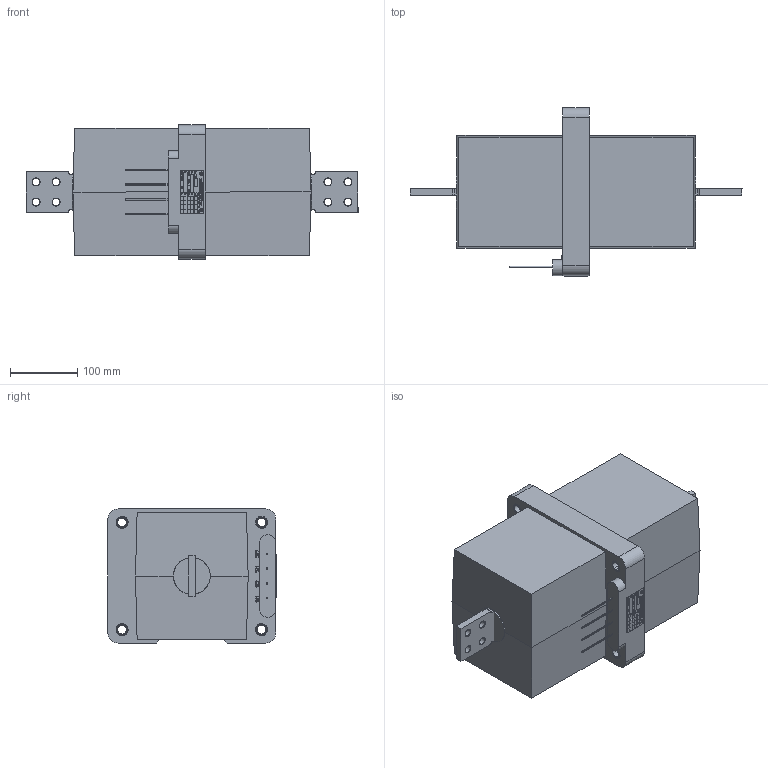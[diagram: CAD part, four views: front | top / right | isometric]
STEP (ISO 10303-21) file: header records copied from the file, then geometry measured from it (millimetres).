
FILE_DESCRIPTION (( 'STEP AP214' ), '1' );
FILE_NAME ('ﾒﾋﾊ-ﾑﾒ-10-ﾒﾏﾊ6 (5ﾀ-800ﾀ).STEP', '2023-07-21T05:56:22', ( '' ), ( '' ), 'SwSTEP 2.0', 'SolidWorks 2014', '' );
FILE_SCHEMA (( 'AUTOMOTIVE_DESIGN' ));
Length unit declared in the file: millimetre
Products named in the file (56): 屡扔.685528.004 罔磬 磬觐礤黜桕郷; Êîïèÿ Êîïèÿ Ñáîðêà3^Ñáîðêà2; hex screw gradec_din; plain washer grade c_din; ïðîâîä^Êîïèÿ Ñáîðêà3_ÈÁËÒ.671213.019-01 ÒËÊ-ÑÒ-10-7; ÂÅÈÓ.754312.168 Òàáëè÷êà òåõíè÷åñêèõ äàííûõ ÒËÊ-ÑÒ__-00; 屡扔.685528.004 罔磬 磬觐礤黜桕郷_-00; plain washer grade c_din_Washer DIN 126 - 5.5; ÂÅÈÓ.758472.007-02  Ãàéêà; curved spring lock washer_din_Spring washer DIN 128 - A5; hex screw gradec_din_ISO 4018 - M5 x 10-NN; curved spring lock washer_din; ����.671224.304-01-01��_���6-2 ���.; 屡扔.713174.003 买箅赅_-01; ������ ���-10-1_-���6 2-� ���; 屡扔.713174.003 买箅赅; Êîðïóñ ÒÏÊ-10-1; ÂÅÈÓ.754312.168 Òàáëè÷êà òåõíè÷åñêèõ äàííûõ ÒËÊ-ÑÒ_; ﾒﾋﾊ-ﾑﾒ-10-ﾒﾏﾊ6 (5ﾀ-800ﾀ); Íàêîíå÷íèê ñ ïðîâîäîì_00
Assembly tree (46 placements, depth 4):
  屡扔.685528.004 罔磬 磬觐礤黜桕郷
  hex screw gradec_din
  plain washer grade c_din
  hex screw gradec_din
  plain washer grade c_din
Bounding box: 495 x 250.6 x 200 mm (x, y, z)
Volume: 11946853.8 mm3; surface area: 428841.4 mm2
Topology: 43 solids, 47 shells, 2747 faces, 6976 edges, 4563 vertices
Faces by surface type: plane 1568, bspline 694, cylinder 273, cone 182, torus 30
Entity records: 119404 total; most frequent: CARTESIAN_POINT 48579, ORIENTED_EDGE 11588, DIRECTION 7776, EDGE_CURVE 5794, VECTOR 4132, LINE 4132, VERTEX_POINT 3849, EDGE_LOOP 2479
